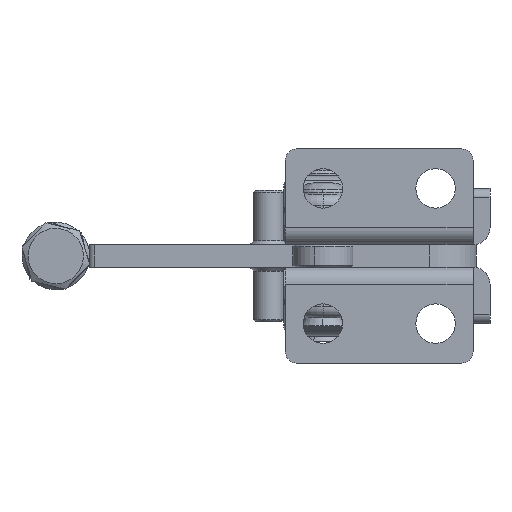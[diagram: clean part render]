
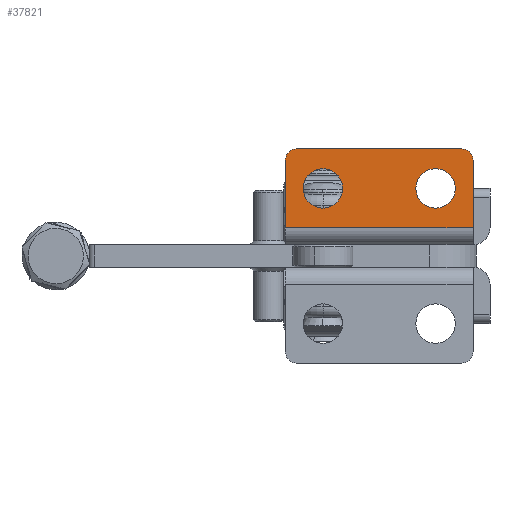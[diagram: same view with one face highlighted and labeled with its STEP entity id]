
A CAD part, front view. The second image highlights one B-rep face of the part: STEP entity #37821.
In plain terms, the highlighted planar face has unit normal (0, -1, 0).
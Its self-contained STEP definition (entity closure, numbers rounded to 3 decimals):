
#88 = DIRECTION ( 'NONE',  ( 0., 1., 0. ) ) ;
#400 = DIRECTION ( 'NONE',  ( 0., 0., 1. ) ) ;
#1394 = ORIENTED_EDGE ( 'NONE', *, *, #15625, .T. ) ;
#1507 = LINE ( 'NONE', #37755, #23777 ) ;
#1705 = EDGE_CURVE ( 'NONE', #2828, #23716, #22213, .T. ) ;
#1844 = CARTESIAN_POINT ( 'NONE',  ( 1336.81, 1033.371, 33. ) ) ;
#2255 = EDGE_CURVE ( 'NONE', #23690, #7682, #33154, .T. ) ;
#2828 = VERTEX_POINT ( 'NONE', #32680 ) ;
#3105 = VERTEX_POINT ( 'NONE', #10521 ) ;
#3682 = CARTESIAN_POINT ( 'NONE',  ( 1289.81, 1033.371, 36. ) ) ;
#3769 = FACE_BOUND ( 'NONE', #4727, .T. ) ;
#4514 = AXIS2_PLACEMENT_3D ( 'NONE', #18179, #88, #21232 ) ;
#4727 = EDGE_LOOP ( 'NONE', ( #19528, #33876 ) ) ;
#5058 = ORIENTED_EDGE ( 'NONE', *, *, #2255, .F. ) ;
#5830 = EDGE_CURVE ( 'NONE', #7608, #23690, #13537, .T. ) ;
#5922 = ORIENTED_EDGE ( 'NONE', *, *, #27521, .F. ) ;
#6069 = CARTESIAN_POINT ( 'NONE',  ( 1296.81, 1033.371, 30.75 ) ) ;
#6127 = AXIS2_PLACEMENT_3D ( 'NONE', #36669, #18493, #400 ) ;
#6145 = VECTOR ( 'NONE', #28229, 1000. ) ;
#7608 = VERTEX_POINT ( 'NONE', #10255 ) ;
#7682 = VERTEX_POINT ( 'NONE', #35162 ) ;
#7827 = CARTESIAN_POINT ( 'NONE',  ( 1296.81, 1033.371, 20.25 ) ) ;
#8969 = VECTOR ( 'NONE', #37791, 1000. ) ;
#9583 = CARTESIAN_POINT ( 'NONE',  ( 0., 1033.371, 10.5 ) ) ;
#10050 = CARTESIAN_POINT ( 'NONE',  ( 1336.81, 1033.371, 10.5 ) ) ;
#10255 = CARTESIAN_POINT ( 'NONE',  ( 1286.81, 1033.371, 33. ) ) ;
#10521 = CARTESIAN_POINT ( 'NONE',  ( 1326.81, 1033.371, 30.75 ) ) ;
#10916 = CARTESIAN_POINT ( 'NONE',  ( 1296.81, 1033.371, 25.5 ) ) ;
#11874 = FACE_BOUND ( 'NONE', #25137, .T. ) ;
#12294 = AXIS2_PLACEMENT_3D ( 'NONE', #9583, #33841, #15692 ) ;
#12674 = PLANE ( 'NONE',  #12294 ) ;
#13537 = CIRCLE ( 'NONE', #33633, 3. ) ;
#13891 = DIRECTION ( 'NONE',  ( 1., 0., 0. ) ) ;
#13971 = DIRECTION ( 'NONE',  ( 0., 0., 1. ) ) ;
#14820 = CARTESIAN_POINT ( 'NONE',  ( 1289.81, 1033.371, 33. ) ) ;
#15093 = VERTEX_POINT ( 'NONE', #28151 ) ;
#15503 = CARTESIAN_POINT ( 'NONE',  ( 1333.81, 1033.371, 33. ) ) ;
#15625 = EDGE_CURVE ( 'NONE', #35042, #3105, #28855, .T. ) ;
#15692 = DIRECTION ( 'NONE',  ( 0., 0., -1. ) ) ;
#17028 = LINE ( 'NONE', #19640, #8969 ) ;
#17812 = DIRECTION ( 'NONE',  ( 0., 1., 0. ) ) ;
#17843 = DIRECTION ( 'NONE',  ( 0., 0., 1. ) ) ;
#18179 = CARTESIAN_POINT ( 'NONE',  ( 1326.81, 1033.371, 25.5 ) ) ;
#18493 = DIRECTION ( 'NONE',  ( 0., 1., 0. ) ) ;
#18531 = DIRECTION ( 'NONE',  ( 0., 0., 1. ) ) ;
#18941 = CIRCLE ( 'NONE', #38452, 5.25 ) ;
#19528 = ORIENTED_EDGE ( 'NONE', *, *, #25299, .T. ) ;
#19640 = CARTESIAN_POINT ( 'NONE',  ( 1286.81, 1033.371, 10.5 ) ) ;
#20319 = ORIENTED_EDGE ( 'NONE', *, *, #37969, .F. ) ;
#20958 = CIRCLE ( 'NONE', #22585, 5.25 ) ;
#21232 = DIRECTION ( 'NONE',  ( 0., 0., 1. ) ) ;
#21363 = CIRCLE ( 'NONE', #6127, 5.25 ) ;
#22213 = LINE ( 'NONE', #10050, #6145 ) ;
#22496 = VERTEX_POINT ( 'NONE', #7827 ) ;
#22585 = AXIS2_PLACEMENT_3D ( 'NONE', #10916, #32111, #13971 ) ;
#22641 = DIRECTION ( 'NONE',  ( -1., 0., 0. ) ) ;
#23552 = ORIENTED_EDGE ( 'NONE', *, *, #5830, .F. ) ;
#23690 = VERTEX_POINT ( 'NONE', #3682 ) ;
#23716 = VERTEX_POINT ( 'NONE', #1844 ) ;
#23777 = VECTOR ( 'NONE', #22641, 1000. ) ;
#24457 = AXIS2_PLACEMENT_3D ( 'NONE', #15503, #36708, #18531 ) ;
#25047 = VECTOR ( 'NONE', #13891, 1000. ) ;
#25137 = EDGE_LOOP ( 'NONE', ( #1394, #30407 ) ) ;
#25299 = EDGE_CURVE ( 'NONE', #22496, #38439, #20958, .T. ) ;
#25842 = EDGE_CURVE ( 'NONE', #2828, #15093, #1507, .T. ) ;
#25938 = CARTESIAN_POINT ( 'NONE',  ( -43.546, 1033.371, 36. ) ) ;
#26265 = EDGE_CURVE ( 'NONE', #38439, #22496, #21363, .T. ) ;
#27059 = FACE_OUTER_BOUND ( 'NONE', #34555, .T. ) ;
#27521 = EDGE_CURVE ( 'NONE', #15093, #7608, #17028, .T. ) ;
#28151 = CARTESIAN_POINT ( 'NONE',  ( 1286.81, 1033.371, 15. ) ) ;
#28229 = DIRECTION ( 'NONE',  ( 0., 0., 1. ) ) ;
#28290 = ORIENTED_EDGE ( 'NONE', *, *, #1705, .T. ) ;
#28855 = CIRCLE ( 'NONE', #4514, 5.25 ) ;
#30350 = CIRCLE ( 'NONE', #24457, 3. ) ;
#30407 = ORIENTED_EDGE ( 'NONE', *, *, #38942, .T. ) ;
#31215 = ORIENTED_EDGE ( 'NONE', *, *, #25842, .F. ) ;
#32111 = DIRECTION ( 'NONE',  ( 0., 1., 0. ) ) ;
#32680 = CARTESIAN_POINT ( 'NONE',  ( 1336.81, 1033.371, 15. ) ) ;
#33154 = LINE ( 'NONE', #25938, #25047 ) ;
#33633 = AXIS2_PLACEMENT_3D ( 'NONE', #14820, #36012, #17843 ) ;
#33841 = DIRECTION ( 'NONE',  ( 0., 1., 0. ) ) ;
#33876 = ORIENTED_EDGE ( 'NONE', *, *, #26265, .T. ) ;
#34439 = CARTESIAN_POINT ( 'NONE',  ( 1326.81, 1033.371, 20.25 ) ) ;
#34555 = EDGE_LOOP ( 'NONE', ( #28290, #20319, #5058, #23552, #5922, #31215 ) ) ;
#35042 = VERTEX_POINT ( 'NONE', #34439 ) ;
#35162 = CARTESIAN_POINT ( 'NONE',  ( 1333.81, 1033.371, 36. ) ) ;
#35981 = CARTESIAN_POINT ( 'NONE',  ( 1326.81, 1033.371, 25.5 ) ) ;
#36012 = DIRECTION ( 'NONE',  ( 0., 1., 0. ) ) ;
#36669 = CARTESIAN_POINT ( 'NONE',  ( 1296.81, 1033.371, 25.5 ) ) ;
#36708 = DIRECTION ( 'NONE',  ( 0., 1., 0. ) ) ;
#37755 = CARTESIAN_POINT ( 'NONE',  ( 1286.81, 1033.371, 15. ) ) ;
#37791 = DIRECTION ( 'NONE',  ( 0., 0., 1. ) ) ;
#37821 = ADVANCED_FACE ( 'NONE', ( #27059, #11874, #3769 ), #12674, .F. ) ;
#37969 = EDGE_CURVE ( 'NONE', #7682, #23716, #30350, .T. ) ;
#38439 = VERTEX_POINT ( 'NONE', #6069 ) ;
#38452 = AXIS2_PLACEMENT_3D ( 'NONE', #35981, #17812, #39009 ) ;
#38942 = EDGE_CURVE ( 'NONE', #3105, #35042, #18941, .T. ) ;
#39009 = DIRECTION ( 'NONE',  ( 0., 0., 1. ) ) ;
